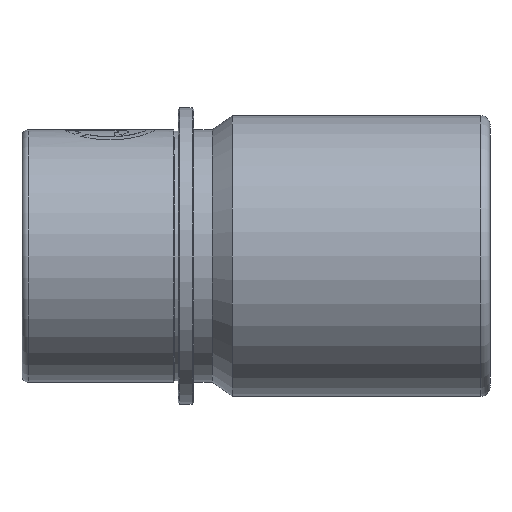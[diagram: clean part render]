
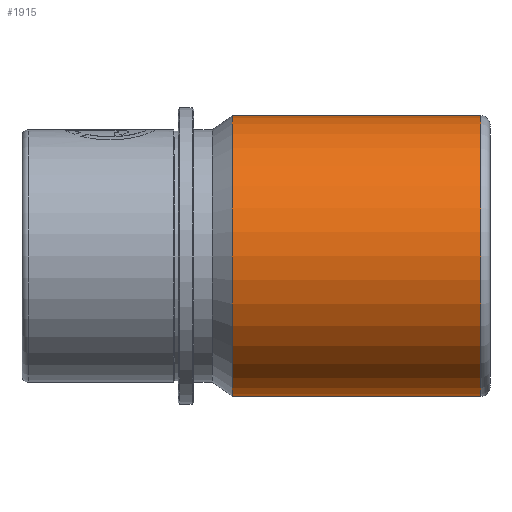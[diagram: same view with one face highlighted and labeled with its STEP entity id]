
A CAD part, left-side view. The second image highlights one B-rep face of the part: STEP entity #1915.
In plain terms, the highlighted cylindrical face has radius 45 mm (diameter 90 mm), a partial arc.
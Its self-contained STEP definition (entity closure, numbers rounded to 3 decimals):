
#23 = ORIENTED_EDGE ( 'NONE', *, *, #2739, .F. ) ;
#78 = DIRECTION ( 'NONE',  ( 0., -1., 0. ) ) ;
#174 = CARTESIAN_POINT ( 'NONE',  ( -11., -65.308, 45. ) ) ;
#282 = VERTEX_POINT ( 'NONE', #3155 ) ;
#443 = VERTEX_POINT ( 'NONE', #174 ) ;
#591 = FACE_OUTER_BOUND ( 'NONE', #2133, .T. ) ;
#619 = DIRECTION ( 'NONE',  ( 0., -1., 0. ) ) ;
#682 = LINE ( 'NONE', #2373, #1739 ) ;
#777 = CARTESIAN_POINT ( 'NONE',  ( -11., -65.308, 0. ) ) ;
#823 = CARTESIAN_POINT ( 'NONE',  ( -11., 14.266, 0. ) ) ;
#840 = CARTESIAN_POINT ( 'NONE',  ( -11., 14.266, -45. ) ) ;
#970 = ORIENTED_EDGE ( 'NONE', *, *, #985, .F. ) ;
#985 = EDGE_CURVE ( 'NONE', #282, #443, #682, .T. ) ;
#1404 = VERTEX_POINT ( 'NONE', #1943 ) ;
#1469 = CYLINDRICAL_SURFACE ( 'NONE', #2216, 45. ) ;
#1739 = VECTOR ( 'NONE', #78, 1000. ) ;
#1855 = AXIS2_PLACEMENT_3D ( 'NONE', #777, #3063, #3084 ) ;
#1913 = CARTESIAN_POINT ( 'NONE',  ( -11., 0., -45. ) ) ;
#1915 = ADVANCED_FACE ( 'NONE', ( #591 ), #1469, .T. ) ;
#1943 = CARTESIAN_POINT ( 'NONE',  ( -11., -65.308, -45. ) ) ;
#2130 = VECTOR ( 'NONE', #2194, 1000. ) ;
#2133 = EDGE_LOOP ( 'NONE', ( #970, #3264, #2951, #23 ) ) ;
#2194 = DIRECTION ( 'NONE',  ( 0., -1., 0. ) ) ;
#2216 = AXIS2_PLACEMENT_3D ( 'NONE', #2818, #2569, #2304 ) ;
#2304 = DIRECTION ( 'NONE',  ( 0., 0., -1. ) ) ;
#2373 = CARTESIAN_POINT ( 'NONE',  ( -11., 0., 45. ) ) ;
#2390 = DIRECTION ( 'NONE',  ( 0., 0., -1. ) ) ;
#2427 = VERTEX_POINT ( 'NONE', #840 ) ;
#2548 = LINE ( 'NONE', #1913, #2130 ) ;
#2569 = DIRECTION ( 'NONE',  ( 0., -1., 0. ) ) ;
#2739 = EDGE_CURVE ( 'NONE', #443, #1404, #2819, .T. ) ;
#2818 = CARTESIAN_POINT ( 'NONE',  ( -11., 0., 0. ) ) ;
#2819 = CIRCLE ( 'NONE', #1855, 45. ) ;
#2951 = ORIENTED_EDGE ( 'NONE', *, *, #3263, .T. ) ;
#3051 = CIRCLE ( 'NONE', #3115, 45. ) ;
#3063 = DIRECTION ( 'NONE',  ( 0., -1., 0. ) ) ;
#3084 = DIRECTION ( 'NONE',  ( 0., 0., -1. ) ) ;
#3087 = EDGE_CURVE ( 'NONE', #282, #2427, #3051, .T. ) ;
#3115 = AXIS2_PLACEMENT_3D ( 'NONE', #823, #619, #2390 ) ;
#3155 = CARTESIAN_POINT ( 'NONE',  ( -11., 14.266, 45. ) ) ;
#3263 = EDGE_CURVE ( 'NONE', #2427, #1404, #2548, .T. ) ;
#3264 = ORIENTED_EDGE ( 'NONE', *, *, #3087, .T. ) ;
